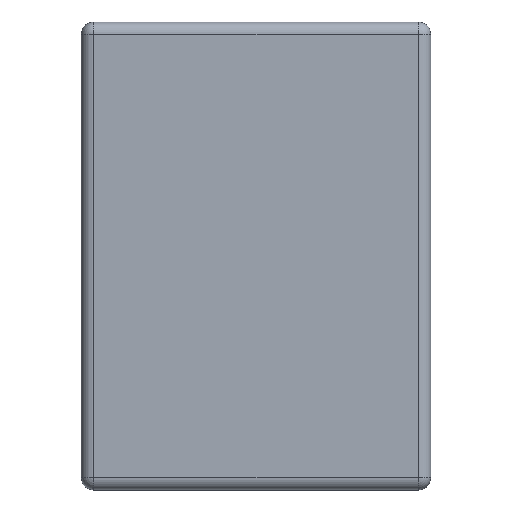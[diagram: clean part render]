
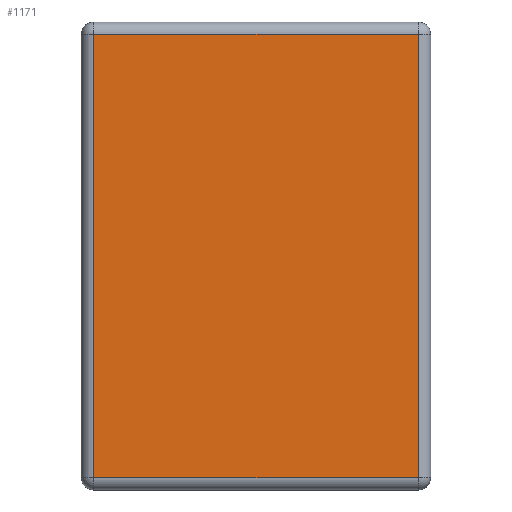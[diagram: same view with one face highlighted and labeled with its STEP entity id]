
A CAD part, front view. The second image highlights one B-rep face of the part: STEP entity #1171.
In plain terms, the highlighted planar face has unit normal (0, -1, 0).
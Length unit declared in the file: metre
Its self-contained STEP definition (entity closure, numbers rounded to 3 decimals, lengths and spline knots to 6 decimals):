
#97=LINE('',#1974,#208);
#98=LINE('',#1977,#209);
#99=LINE('',#1979,#210);
#100=LINE('',#1981,#211);
#208=VECTOR('',#1589,1.);
#209=VECTOR('',#1590,1.);
#210=VECTOR('',#1591,1.);
#211=VECTOR('',#1592,1.);
#268=PLANE('',#1314);
#453=ORIENTED_EDGE('',*,*,#726,.T.);
#454=ORIENTED_EDGE('',*,*,#727,.T.);
#455=ORIENTED_EDGE('',*,*,#728,.T.);
#456=ORIENTED_EDGE('',*,*,#729,.T.);
#726=EDGE_CURVE('',#863,#864,#97,.F.);
#727=EDGE_CURVE('',#864,#865,#98,.T.);
#728=EDGE_CURVE('',#865,#866,#99,.T.);
#729=EDGE_CURVE('',#866,#863,#100,.F.);
#863=VERTEX_POINT('',#1975);
#864=VERTEX_POINT('',#1976);
#865=VERTEX_POINT('',#1978);
#866=VERTEX_POINT('',#1980);
#986=EDGE_LOOP('',(#453,#454,#455,#456));
#1073=FACE_BOUND('',#986,.T.);
#1171=ADVANCED_FACE('',(#1073),#268,.F.);
#1314=AXIS2_PLACEMENT_3D('',#1973,#1587,#1588);
#1587=DIRECTION('',(0.,1.,0.));
#1588=DIRECTION('',(-1.,0.,0.));
#1589=DIRECTION('',(1.,0.,0.));
#1590=DIRECTION('',(0.,0.,-1.));
#1591=DIRECTION('',(1.,0.,0.));
#1592=DIRECTION('',(0.,0.,-1.));
#1973=CARTESIAN_POINT('',(0.00001,-0.014282,0.01875));
#1974=CARTESIAN_POINT('',(-0.01299,-0.014282,0.0365));
#1975=CARTESIAN_POINT('',(0.01301,-0.014282,0.0365));
#1976=CARTESIAN_POINT('',(-0.01299,-0.014282,0.0365));
#1977=CARTESIAN_POINT('',(-0.01299,-0.014282,0.01875));
#1978=CARTESIAN_POINT('',(-0.01299,-0.014282,0.001));
#1979=CARTESIAN_POINT('',(0.00001,-0.014282,0.001));
#1980=CARTESIAN_POINT('',(0.01301,-0.014282,0.001));
#1981=CARTESIAN_POINT('',(0.01301,-0.014282,0.0365));
